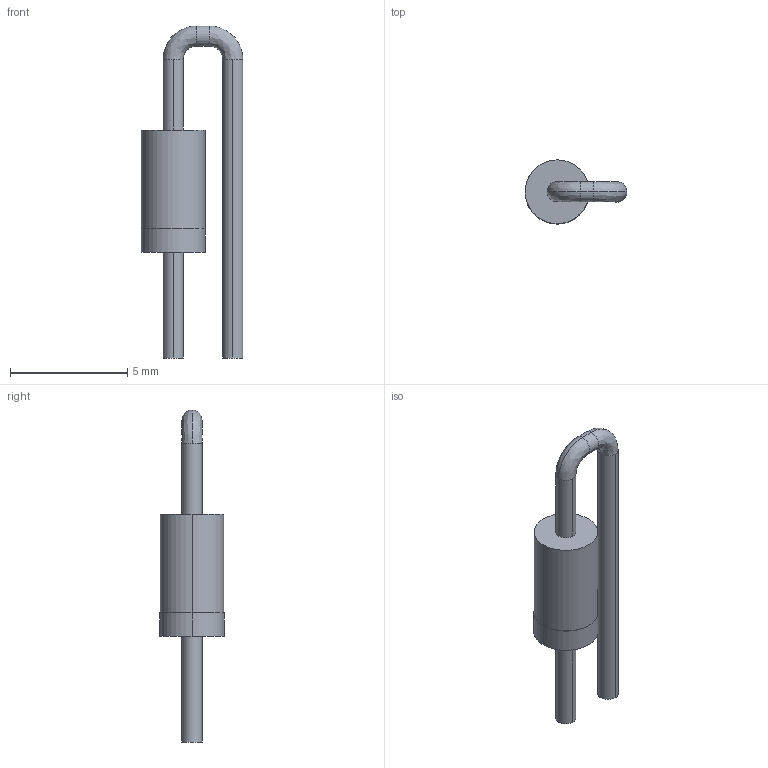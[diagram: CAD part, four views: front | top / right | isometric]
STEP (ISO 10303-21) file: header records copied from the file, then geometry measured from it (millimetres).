
FILE_DESCRIPTION(('FreeCAD Model'),'2;1');
FILE_NAME('diode_vert.step','2017-01-30T23:57:22',('Author' ),(''),'Open CASCADE STEP processor 6.8','FreeCAD','Unknown');
FILE_SCHEMA(('AUTOMOTIVE_DESIGN_CC2 { 1 2 10303 214 -1 1 5 4 }'));
Length unit declared in the file: millimetre
Products named in the file (2): ASSEMBLY; diode_vert
Assembly tree (1 placements, depth 2):
  ASSEMBLY
    diode_vert
Bounding box: 4.33 x 2.73 x 14.14 mm (x, y, z)
Volume: 44.2 mm3; surface area: 120.8 mm2
Topology: 1 solids, 1 shells, 21 faces, 44 edges, 28 vertices
Faces by surface type: cylinder 12, plane 5, bspline 4
Entity records: 2975 total; most frequent: CARTESIAN_POINT 2007, DIRECTION 124, ORIENTED_EDGE 88, PCURVE 88, DEFINITIONAL_REPRESENTATION 88, B_SPLINE_CURVE_WITH_KNOTS 72, AXIS2_PLACEMENT_3D 51, EDGE_CURVE 44
